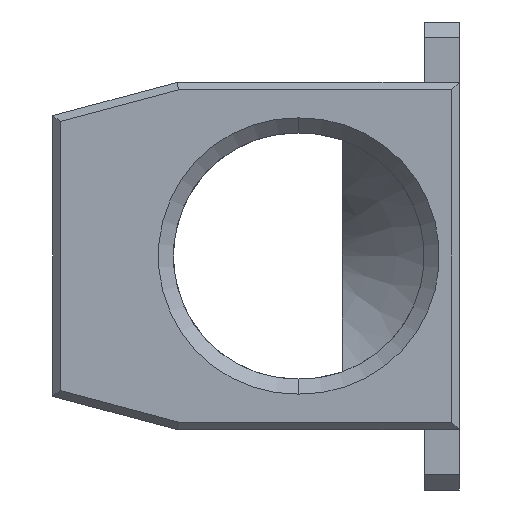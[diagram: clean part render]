
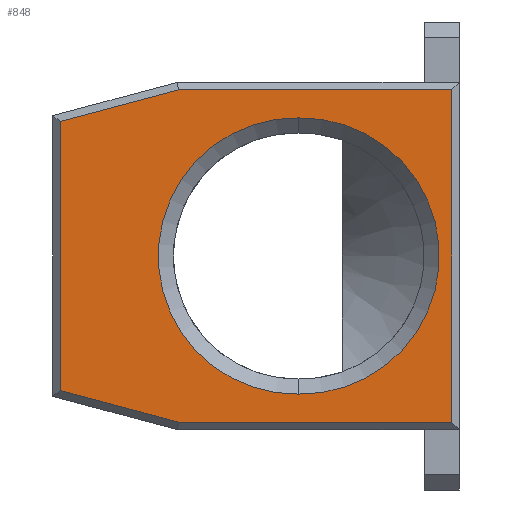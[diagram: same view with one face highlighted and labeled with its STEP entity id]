
A CAD part, left-side view. The second image highlights one B-rep face of the part: STEP entity #848.
In plain terms, the highlighted planar face has unit normal (-1, 0, 0).
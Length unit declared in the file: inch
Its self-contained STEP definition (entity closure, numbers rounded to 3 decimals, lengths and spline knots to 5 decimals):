
#25=FACE_BOUND('',#108,.T.);
#29=CIRCLE('',#912,0.28625);
#30=CIRCLE('',#913,0.28625);
#60=FACE_OUTER_BOUND('',#107,.T.);
#107=EDGE_LOOP('',(#625,#626,#627,#628,#629,#630));
#108=EDGE_LOOP('',(#631,#632));
#137=LINE('',#1183,#241);
#141=LINE('',#1191,#245);
#181=LINE('',#1278,#285);
#185=LINE('',#1286,#289);
#188=LINE('',#1291,#292);
#191=LINE('',#1295,#295);
#241=VECTOR('',#955,0.3937);
#245=VECTOR('',#961,0.3937);
#285=VECTOR('',#1033,0.3937);
#289=VECTOR('',#1039,0.3937);
#292=VECTOR('',#1044,0.3937);
#295=VECTOR('',#1049,0.3937);
#345=VERTEX_POINT('',#1181);
#346=VERTEX_POINT('',#1182);
#349=VERTEX_POINT('',#1190);
#379=VERTEX_POINT('',#1276);
#380=VERTEX_POINT('',#1277);
#383=VERTEX_POINT('',#1285);
#385=VERTEX_POINT('',#1297);
#386=VERTEX_POINT('',#1298);
#422=EDGE_CURVE('',#345,#346,#137,.T.);
#426=EDGE_CURVE('',#346,#349,#141,.T.);
#468=EDGE_CURVE('',#379,#380,#181,.T.);
#472=EDGE_CURVE('',#380,#383,#185,.T.);
#475=EDGE_CURVE('',#383,#349,#188,.T.);
#478=EDGE_CURVE('',#345,#379,#191,.T.);
#479=EDGE_CURVE('',#385,#386,#29,.T.);
#480=EDGE_CURVE('',#386,#385,#30,.T.);
#625=ORIENTED_EDGE('',*,*,#478,.F.);
#626=ORIENTED_EDGE('',*,*,#422,.T.);
#627=ORIENTED_EDGE('',*,*,#426,.T.);
#628=ORIENTED_EDGE('',*,*,#475,.F.);
#629=ORIENTED_EDGE('',*,*,#472,.F.);
#630=ORIENTED_EDGE('',*,*,#468,.F.);
#631=ORIENTED_EDGE('',*,*,#479,.F.);
#632=ORIENTED_EDGE('',*,*,#480,.F.);
#807=PLANE('',#911);
#848=ADVANCED_FACE('',(#60,#25),#807,.F.);
#911=AXIS2_PLACEMENT_3D('',#1296,#1050,#1051);
#912=AXIS2_PLACEMENT_3D('',#1299,#1052,#1053);
#913=AXIS2_PLACEMENT_3D('',#1300,#1054,#1055);
#955=DIRECTION('',(0.,1.,0.));
#961=DIRECTION('',(0.,0.966,-0.259));
#1033=DIRECTION('',(0.,1.,0.));
#1039=DIRECTION('',(0.,0.966,0.259));
#1044=DIRECTION('',(0.,0.,1.));
#1049=DIRECTION('',(0.,0.,-1.));
#1050=DIRECTION('center_axis',(1.,0.,0.));
#1051=DIRECTION('ref_axis',(0.,0.,-1.));
#1052=DIRECTION('center_axis',(-1.,0.,0.));
#1053=DIRECTION('ref_axis',(0.,-1.,0.));
#1054=DIRECTION('center_axis',(-1.,0.,0.));
#1055=DIRECTION('ref_axis',(0.,-0.02,-1.));
#1181=CARTESIAN_POINT('',(0.01,-0.44695,0.34438));
#1182=CARTESIAN_POINT('',(0.01,0.11976,0.34438));
#1183=CARTESIAN_POINT('',(0.01,-0.25193,0.34438));
#1190=CARTESIAN_POINT('',(0.01,0.36438,0.27883));
#1191=CARTESIAN_POINT('',(0.01,0.0449,0.36443));
#1276=CARTESIAN_POINT('',(0.01,-0.44695,-0.34438));
#1277=CARTESIAN_POINT('',(0.01,0.11976,-0.34438));
#1278=CARTESIAN_POINT('',(0.01,-0.25193,-0.34438));
#1285=CARTESIAN_POINT('',(0.01,0.36438,-0.27883));
#1286=CARTESIAN_POINT('',(0.01,0.0449,-0.36443));
#1291=CARTESIAN_POINT('',(0.01,0.36438,-0.23791));
#1295=CARTESIAN_POINT('',(0.01,-0.44695,-0.0925));
#1296=CARTESIAN_POINT('Origin',(0.01,-0.04129,-0.185));
#1297=CARTESIAN_POINT('',(0.01,-0.13,-0.28621));
#1298=CARTESIAN_POINT('',(0.01,-0.13,0.28621));
#1299=CARTESIAN_POINT('Origin',(0.01,-0.135,0.));
#1300=CARTESIAN_POINT('Origin',(0.01,-0.125,0.));
